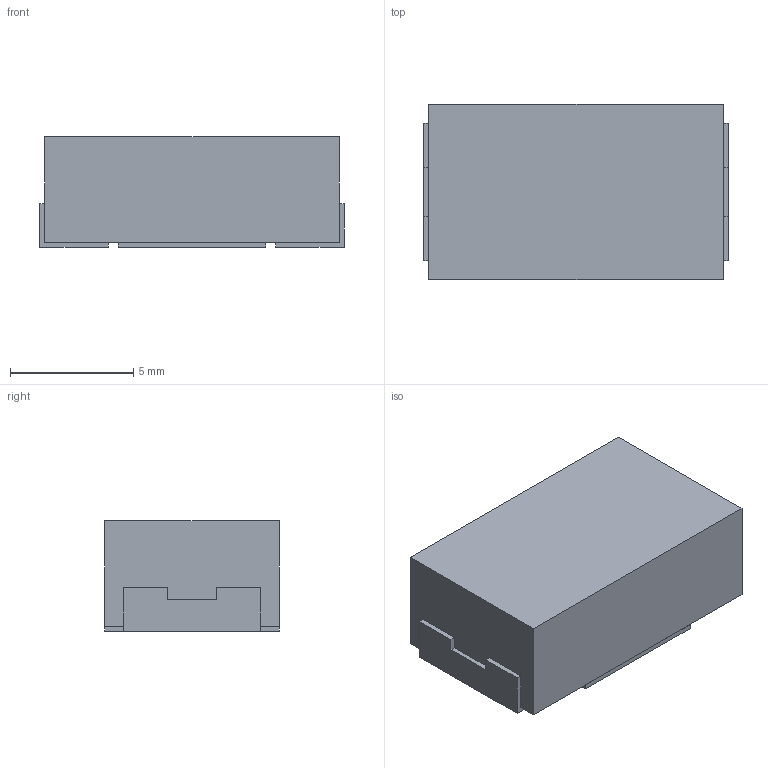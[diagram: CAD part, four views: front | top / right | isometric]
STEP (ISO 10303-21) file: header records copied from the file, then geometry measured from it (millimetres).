
FILE_DESCRIPTION((''),'2;1');
FILE_NAME('RESM11670X449N.stp','2011-03-22T12:24:50',(''),(''),'Mechanical Desktop 2011','Mechanical Desktop 2011',', , ');
FILE_SCHEMA(('AUTOMOTIVE_DESIGN { 1 2 10303 214 1 1 1 1 }'));
Length unit declared in the file: millimetre
Products named in the file (1): Product
Bounding box: 12.37 x 7.11 x 4.49 mm (x, y, z)
Volume: 382.9 mm3; surface area: 526.4 mm2
Topology: 4 solids, 4 shells, 36 faces, 88 edges, 64 vertices
Faces by surface type: plane 24, bspline 12
Entity records: 1096 total; most frequent: CARTESIAN_POINT 221, ORIENTED_EDGE 168, DIRECTION 138, VECTOR 88, LINE 88, EDGE_CURVE 84, VERTEX_POINT 56, EDGE_LOOP 36
